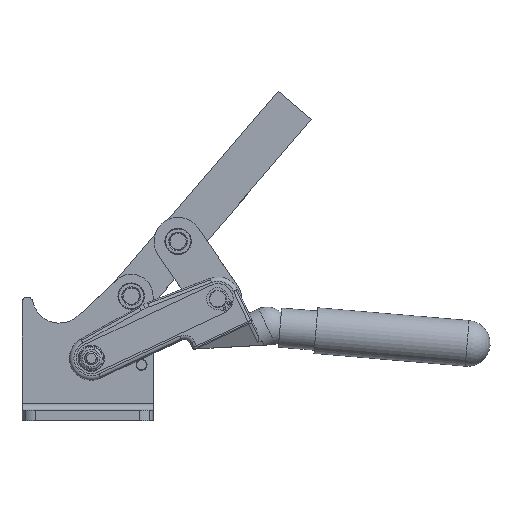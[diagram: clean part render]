
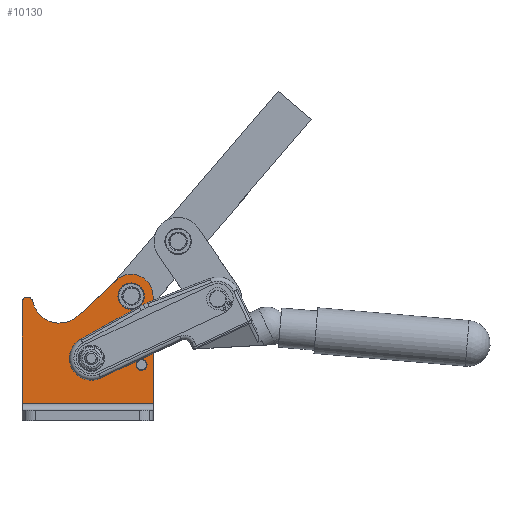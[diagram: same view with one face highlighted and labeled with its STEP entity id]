
A CAD part, top view. The second image highlights one B-rep face of the part: STEP entity #10130.
In plain terms, the highlighted planar face has unit normal (0, 0, 1).
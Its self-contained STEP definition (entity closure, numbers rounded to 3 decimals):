
#356=CARTESIAN_POINT('',(-0.309,361.046,-59.71));
#357=VERTEX_POINT('',#356);
#366=CARTESIAN_POINT('',(11.791,361.046,-59.71));
#367=VERTEX_POINT('',#366);
#368=CARTESIAN_POINT('',(5.741,361.046,-59.71));
#369=DIRECTION('',(0.0,0.0,-1.0));
#370=DIRECTION('',(-1.0,0.0,0.0));
#371=AXIS2_PLACEMENT_3D('',#368,#369,#370);
#372=CIRCLE('',#371,6.05);
#373=EDGE_CURVE('',#367,#357,#372,.T.);
#3708=CARTESIAN_POINT('',(12.377,331.188,-59.71));
#3709=VERTEX_POINT('',#3708);
#3716=CARTESIAN_POINT('',(9.428,331.809,-59.71));
#3717=VERTEX_POINT('',#3716);
#3718=CARTESIAN_POINT('',(10.491,329.546,-59.71));
#3719=DIRECTION('',(0.0,0.0,-1.0));
#3720=DIRECTION('',(-1.0,0.0,0.0));
#3721=AXIS2_PLACEMENT_3D('',#3718,#3719,#3720);
#3722=CIRCLE('',#3721,2.5);
#3723=EDGE_CURVE('',#3717,#3709,#3722,.T.);
#3734=CARTESIAN_POINT('',(8.606,327.905,-59.71));
#3735=VERTEX_POINT('',#3734);
#3736=CARTESIAN_POINT('',(10.491,329.546,-59.71));
#3737=DIRECTION('',(0.0,0.0,-1.0));
#3738=DIRECTION('',(-1.0,0.0,0.0));
#3739=AXIS2_PLACEMENT_3D('',#3736,#3737,#3738);
#3740=CIRCLE('',#3739,2.5);
#3741=EDGE_CURVE('',#3735,#3717,#3740,.T.);
#3851=CARTESIAN_POINT('',(10.491,329.546,-59.71));
#3852=DIRECTION('',(0.0,0.0,-1.0));
#3853=DIRECTION('',(-1.0,0.0,0.0));
#3854=AXIS2_PLACEMENT_3D('',#3851,#3852,#3853);
#3855=CIRCLE('',#3854,2.5);
#3856=EDGE_CURVE('',#3709,#3735,#3855,.T.);
#3971=CARTESIAN_POINT('',(10.705,332.409,-59.71));
#3972=VERTEX_POINT('',#3971);
#3973=CARTESIAN_POINT('',(10.705,332.409,-59.71));
#3974=DIRECTION('',(-0.905,-0.425,0.));
#3975=VECTOR('',#3974,1.412);
#3976=LINE('',#3973,#3975);
#3977=EDGE_CURVE('',#3972,#3717,#3976,.T.);
#7797=CARTESIAN_POINT('',(1.563,351.857,-59.71));
#7798=VERTEX_POINT('',#7797);
#7813=CARTESIAN_POINT('',(1.563,351.857,-59.71));
#7814=DIRECTION('',(0.425,-0.905,0.));
#7815=VECTOR('',#7814,21.489);
#7816=LINE('',#7813,#7815);
#7817=EDGE_CURVE('',#7798,#3972,#7816,.T.);
#9473=CARTESIAN_POINT('',(-8.254,323.497,-59.71));
#9474=VERTEX_POINT('',#9473);
#9481=CARTESIAN_POINT('',(9.428,331.809,-59.71));
#9482=DIRECTION('',(-0.905,-0.425,0.));
#9483=VECTOR('',#9482,19.538);
#9484=LINE('',#9481,#9483);
#9485=EDGE_CURVE('',#3717,#9474,#9484,.T.);
#9957=CARTESIAN_POINT('',(-17.384,341.278,-59.71));
#9958=VERTEX_POINT('',#9957);
#9965=CARTESIAN_POINT('',(-12.509,332.546,-59.71));
#9966=DIRECTION('',(0.,0.,-1.0));
#9967=DIRECTION('',(-0.488,0.873,0.));
#9968=AXIS2_PLACEMENT_3D('',#9965,#9966,#9967);
#9969=CIRCLE('',#9968,10.);
#9970=EDGE_CURVE('',#9474,#9958,#9969,.T.);
#9990=CARTESIAN_POINT('',(-17.384,341.278,-59.71));
#9991=DIRECTION('',(0.873,0.488,0.));
#9992=VECTOR('',#9991,21.7);
#9993=LINE('',#9990,#9992);
#9994=EDGE_CURVE('',#9958,#7798,#9993,.T.);
#10044=CARTESIAN_POINT('',(-13.876,325.24,-59.71));
#10045=DIRECTION('',(0.0,0.0,1.0));
#10046=DIRECTION('',(1.0,0.0,0.0));
#10047=AXIS2_PLACEMENT_3D('',#10044,#10045,#10046);
#10048=PLANE('',#10047);
#10049=CARTESIAN_POINT('',(-44.259,311.796,-59.71));
#10050=VERTEX_POINT('',#10049);
#10051=CARTESIAN_POINT('',(15.741,311.796,-59.71));
#10052=VERTEX_POINT('',#10051);
#10053=CARTESIAN_POINT('',(-44.259,311.796,-59.71));
#10054=DIRECTION('',(1.0,0.0,0.0));
#10055=VECTOR('',#10054,60.);
#10056=LINE('',#10053,#10055);
#10057=EDGE_CURVE('',#10050,#10052,#10056,.T.);
#10058=ORIENTED_EDGE('',*,*,#10057,.T.);
#10059=CARTESIAN_POINT('',(15.741,361.046,-59.71));
#10060=VERTEX_POINT('',#10059);
#10061=CARTESIAN_POINT('',(15.741,361.046,-59.71));
#10062=DIRECTION('',(0.0,-1.0,0.0));
#10063=VECTOR('',#10062,49.25);
#10064=LINE('',#10061,#10063);
#10065=EDGE_CURVE('',#10060,#10052,#10064,.T.);
#10066=ORIENTED_EDGE('',*,*,#10065,.F.);
#10067=CARTESIAN_POINT('',(-1.079,368.36,-59.71));
#10068=VERTEX_POINT('',#10067);
#10069=CARTESIAN_POINT('',(5.741,361.046,-59.71));
#10070=DIRECTION('',(0.0,0.0,-1.0));
#10071=DIRECTION('',(1.0,0.0,0.0));
#10072=AXIS2_PLACEMENT_3D('',#10069,#10070,#10071);
#10073=CIRCLE('',#10072,10.0);
#10074=EDGE_CURVE('',#10068,#10060,#10073,.T.);
#10075=ORIENTED_EDGE('',*,*,#10074,.F.);
#10076=CARTESIAN_POINT('',(-18.567,352.051,-59.71));
#10077=VERTEX_POINT('',#10076);
#10078=CARTESIAN_POINT('',(-18.567,352.051,-59.71));
#10079=DIRECTION('',(0.731,0.682,0.0));
#10080=VECTOR('',#10079,23.913);
#10081=LINE('',#10078,#10080);
#10082=EDGE_CURVE('',#10077,#10068,#10081,.T.);
#10083=ORIENTED_EDGE('',*,*,#10082,.F.);
#10084=CARTESIAN_POINT('',(-39.314,358.571,-59.71));
#10085=VERTEX_POINT('',#10084);
#10086=CARTESIAN_POINT('',(-27.092,361.193,-59.71));
#10087=DIRECTION('',(0.,0.,1.));
#10088=DIRECTION('',(0.978,0.21,0.));
#10089=AXIS2_PLACEMENT_3D('',#10086,#10087,#10088);
#10090=CIRCLE('',#10089,12.5);
#10091=EDGE_CURVE('',#10085,#10077,#10090,.T.);
#10092=ORIENTED_EDGE('',*,*,#10091,.F.);
#10093=CARTESIAN_POINT('',(-44.259,358.046,-59.71));
#10094=VERTEX_POINT('',#10093);
#10095=CARTESIAN_POINT('',(-41.759,358.046,-59.71));
#10096=DIRECTION('',(0.,0.,-1.0));
#10097=DIRECTION('',(0.978,0.21,0.));
#10098=AXIS2_PLACEMENT_3D('',#10095,#10096,#10097);
#10099=CIRCLE('',#10098,2.5);
#10100=EDGE_CURVE('',#10094,#10085,#10099,.T.);
#10101=ORIENTED_EDGE('',*,*,#10100,.F.);
#10102=CARTESIAN_POINT('',(-44.259,311.796,-59.71));
#10103=DIRECTION('',(0.0,1.0,0.0));
#10104=VECTOR('',#10103,46.25);
#10105=LINE('',#10102,#10104);
#10106=EDGE_CURVE('',#10050,#10094,#10105,.T.);
#10107=ORIENTED_EDGE('',*,*,#10106,.F.);
#10108=EDGE_LOOP('',(#10058,#10066,#10075,#10083,#10092,#10101,#10107));
#10109=FACE_OUTER_BOUND('',#10108,.T.);
#10110=ORIENTED_EDGE('',*,*,#3723,.T.);
#10111=ORIENTED_EDGE('',*,*,#3856,.T.);
#10112=ORIENTED_EDGE('',*,*,#3741,.T.);
#10113=ORIENTED_EDGE('',*,*,#9485,.T.);
#10114=ORIENTED_EDGE('',*,*,#9970,.T.);
#10115=ORIENTED_EDGE('',*,*,#9994,.T.);
#10116=ORIENTED_EDGE('',*,*,#7817,.T.);
#10117=ORIENTED_EDGE('',*,*,#3977,.T.);
#10118=EDGE_LOOP('',(#10110,#10111,#10112,#10113,#10114,#10115,#10116,#10117));
#10119=FACE_BOUND('',#10118,.T.);
#10120=ORIENTED_EDGE('',*,*,#373,.T.);
#10121=CARTESIAN_POINT('',(5.741,361.046,-59.71));
#10122=DIRECTION('',(0.0,0.0,-1.0));
#10123=DIRECTION('',(-1.0,0.0,0.0));
#10124=AXIS2_PLACEMENT_3D('',#10121,#10122,#10123);
#10125=CIRCLE('',#10124,6.05);
#10126=EDGE_CURVE('',#357,#367,#10125,.T.);
#10127=ORIENTED_EDGE('',*,*,#10126,.T.);
#10128=EDGE_LOOP('',(#10120,#10127));
#10129=FACE_BOUND('',#10128,.T.);
#10130=ADVANCED_FACE('',(#10109,#10119,#10129),#10048,.T.);
